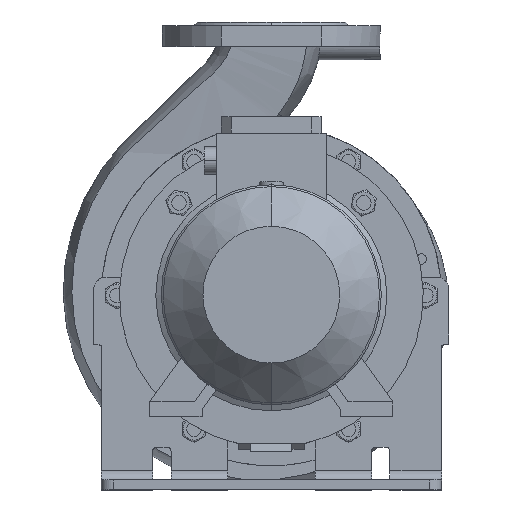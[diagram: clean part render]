
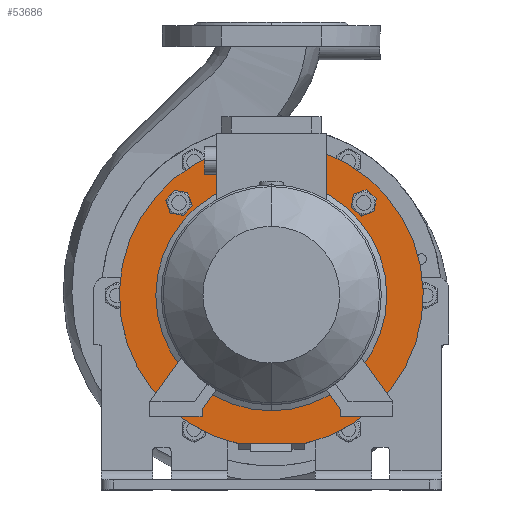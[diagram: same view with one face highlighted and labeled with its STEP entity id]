
A CAD part, top view. The second image highlights one B-rep face of the part: STEP entity #53686.
In plain terms, the highlighted planar face has unit normal (0, 0, 1).
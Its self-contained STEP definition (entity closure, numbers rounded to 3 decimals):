
#136 = DIRECTION ( 'NONE',  ( 0., 1., 0. ) ) ;
#384 = EDGE_CURVE ( 'NONE', #26761, #33351, #41232, .T. ) ;
#785 = CARTESIAN_POINT ( 'NONE',  ( -76.014, 76.014, 180. ) ) ;
#2156 = VECTOR ( 'NONE', #27344, 1000. ) ;
#2687 = DIRECTION ( 'NONE',  ( 0., -1., 0. ) ) ;
#2918 = CIRCLE ( 'NONE', #23774, 95. ) ;
#3936 = CIRCLE ( 'NONE', #18544, 9.025 ) ;
#4035 = CARTESIAN_POINT ( 'NONE',  ( 0., 0., 180. ) ) ;
#5320 = EDGE_LOOP ( 'NONE', ( #14027, #16633 ) ) ;
#5599 = CARTESIAN_POINT ( 'NONE',  ( 0., 0., 180. ) ) ;
#5628 = EDGE_LOOP ( 'NONE', ( #8183, #23272 ) ) ;
#5656 = CIRCLE ( 'NONE', #27927, 9.025 ) ;
#5985 = AXIS2_PLACEMENT_3D ( 'NONE', #5599, #13963, #14331 ) ;
#6017 = EDGE_CURVE ( 'NONE', #41920, #52876, #52516, .T. ) ;
#6376 = VERTEX_POINT ( 'NONE', #50264 ) ;
#6753 = FACE_BOUND ( 'NONE', #5320, .T. ) ;
#6945 = CARTESIAN_POINT ( 'NONE',  ( 0., 0., 180. ) ) ;
#7235 = CARTESIAN_POINT ( 'NONE',  ( 76.014, -76.014, 180. ) ) ;
#8183 = ORIENTED_EDGE ( 'NONE', *, *, #12719, .T. ) ;
#8678 = CARTESIAN_POINT ( 'NONE',  ( -74.447, -67.126, 180. ) ) ;
#9440 = ORIENTED_EDGE ( 'NONE', *, *, #384, .T. ) ;
#9626 = CARTESIAN_POINT ( 'NONE',  ( 84.902, -77.581, 180. ) ) ;
#10277 = VERTEX_POINT ( 'NONE', #20153 ) ;
#11138 = DIRECTION ( 'NONE',  ( 0., 0., -1. ) ) ;
#11881 = DIRECTION ( 'NONE',  ( 0., -1., 0. ) ) ;
#12116 = VERTEX_POINT ( 'NONE', #55108 ) ;
#12297 = AXIS2_PLACEMENT_3D ( 'NONE', #18515, #31381, #22773 ) ;
#12719 = EDGE_CURVE ( 'NONE', #10277, #54771, #2918, .T. ) ;
#12892 = CARTESIAN_POINT ( 'NONE',  ( 27.221, -122., 180. ) ) ;
#13241 = CARTESIAN_POINT ( 'NONE',  ( 76.014, 76.014, 180. ) ) ;
#13483 = LINE ( 'NONE', #31107, #2156 ) ;
#13963 = DIRECTION ( 'NONE',  ( 0., 0., -1. ) ) ;
#14027 = ORIENTED_EDGE ( 'NONE', *, *, #18765, .T. ) ;
#14124 = EDGE_CURVE ( 'NONE', #21369, #39996, #31976, .T. ) ;
#14167 = AXIS2_PLACEMENT_3D ( 'NONE', #42886, #38275, #42511 ) ;
#14169 = EDGE_LOOP ( 'NONE', ( #27824, #29266 ) ) ;
#14331 = DIRECTION ( 'NONE',  ( 0., 1., 0. ) ) ;
#15771 = DIRECTION ( 'NONE',  ( 0., -1., 0. ) ) ;
#16258 = DIRECTION ( 'NONE',  ( 0., 0., -1. ) ) ;
#16473 = EDGE_CURVE ( 'NONE', #33351, #26761, #38934, .T. ) ;
#16633 = ORIENTED_EDGE ( 'NONE', *, *, #43581, .T. ) ;
#16993 = AXIS2_PLACEMENT_3D ( 'NONE', #52878, #31458, #19137 ) ;
#18515 = CARTESIAN_POINT ( 'NONE',  ( -76.014, 76.014, 180. ) ) ;
#18544 = AXIS2_PLACEMENT_3D ( 'NONE', #785, #22340, #30392 ) ;
#18765 = EDGE_CURVE ( 'NONE', #6376, #42433, #23974, .T. ) ;
#18825 = ORIENTED_EDGE ( 'NONE', *, *, #40935, .T. ) ;
#18840 = DIRECTION ( 'NONE',  ( 0., -1., 0. ) ) ;
#18879 = AXIS2_PLACEMENT_3D ( 'NONE', #27582, #35802, #18840 ) ;
#19137 = DIRECTION ( 'NONE',  ( 0., -1., 0. ) ) ;
#19739 = EDGE_LOOP ( 'NONE', ( #51948, #29005 ) ) ;
#19928 = CIRCLE ( 'NONE', #47074, 125. ) ;
#20153 = CARTESIAN_POINT ( 'NONE',  ( 0., 95., 180. ) ) ;
#20324 = CARTESIAN_POINT ( 'NONE',  ( -76.014, -76.014, 180. ) ) ;
#20660 = FACE_BOUND ( 'NONE', #24141, .T. ) ;
#21091 = EDGE_CURVE ( 'NONE', #52876, #41920, #26174, .T. ) ;
#21369 = VERTEX_POINT ( 'NONE', #36136 ) ;
#21895 = VERTEX_POINT ( 'NONE', #46978 ) ;
#22340 = DIRECTION ( 'NONE',  ( 0., 0., -1. ) ) ;
#22773 = DIRECTION ( 'NONE',  ( 0., -1., 0. ) ) ;
#23045 = CARTESIAN_POINT ( 'NONE',  ( 0., 125., 180. ) ) ;
#23272 = ORIENTED_EDGE ( 'NONE', *, *, #51156, .T. ) ;
#23681 = CARTESIAN_POINT ( 'NONE',  ( 0., 0., 180. ) ) ;
#23774 = AXIS2_PLACEMENT_3D ( 'NONE', #4035, #25377, #136 ) ;
#23974 = CIRCLE ( 'NONE', #12297, 9.025 ) ;
#24141 = EDGE_LOOP ( 'NONE', ( #9440, #28425 ) ) ;
#25377 = DIRECTION ( 'NONE',  ( 0., 0., -1. ) ) ;
#25899 = CARTESIAN_POINT ( 'NONE',  ( 0., -95., 180. ) ) ;
#26174 = CIRCLE ( 'NONE', #18879, 9.025 ) ;
#26537 = EDGE_CURVE ( 'NONE', #12116, #26631, #39023, .T. ) ;
#26631 = VERTEX_POINT ( 'NONE', #9626 ) ;
#26761 = VERTEX_POINT ( 'NONE', #49192 ) ;
#27344 = DIRECTION ( 'NONE',  ( 1., 0., 0. ) ) ;
#27582 = CARTESIAN_POINT ( 'NONE',  ( -76.014, -76.014, 180. ) ) ;
#27824 = ORIENTED_EDGE ( 'NONE', *, *, #6017, .T. ) ;
#27927 = AXIS2_PLACEMENT_3D ( 'NONE', #7235, #11138, #15771 ) ;
#28245 = DIRECTION ( 'NONE',  ( 0., 0., 1. ) ) ;
#28425 = ORIENTED_EDGE ( 'NONE', *, *, #16473, .T. ) ;
#28681 = FACE_BOUND ( 'NONE', #19739, .T. ) ;
#29005 = ORIENTED_EDGE ( 'NONE', *, *, #29816, .T. ) ;
#29266 = ORIENTED_EDGE ( 'NONE', *, *, #21091, .T. ) ;
#29816 = EDGE_CURVE ( 'NONE', #26631, #12116, #5656, .T. ) ;
#30392 = DIRECTION ( 'NONE',  ( 0., -1., 0. ) ) ;
#30693 = FACE_BOUND ( 'NONE', #5628, .T. ) ;
#31107 = CARTESIAN_POINT ( 'NONE',  ( -125., -122., 180. ) ) ;
#31381 = DIRECTION ( 'NONE',  ( 0., 0., -1. ) ) ;
#31458 = DIRECTION ( 'NONE',  ( 0., 0., -1. ) ) ;
#31976 = CIRCLE ( 'NONE', #5985, 125. ) ;
#32272 = DIRECTION ( 'NONE',  ( 0., 1., 0. ) ) ;
#33347 = AXIS2_PLACEMENT_3D ( 'NONE', #20324, #16258, #2687 ) ;
#33351 = VERTEX_POINT ( 'NONE', #35775 ) ;
#35438 = CIRCLE ( 'NONE', #46281, 95. ) ;
#35775 = CARTESIAN_POINT ( 'NONE',  ( 77.581, 84.902, 180. ) ) ;
#35802 = DIRECTION ( 'NONE',  ( 0., 0., -1. ) ) ;
#36136 = CARTESIAN_POINT ( 'NONE',  ( 0., 125., 180. ) ) ;
#36781 = ORIENTED_EDGE ( 'NONE', *, *, #14124, .F. ) ;
#38275 = DIRECTION ( 'NONE',  ( 0., 0., -1. ) ) ;
#38365 = DIRECTION ( 'NONE',  ( 0., 0., -1. ) ) ;
#38762 = EDGE_LOOP ( 'NONE', ( #18825, #36781, #51692 ) ) ;
#38934 = CIRCLE ( 'NONE', #50677, 9.025 ) ;
#39023 = CIRCLE ( 'NONE', #14167, 9.025 ) ;
#39996 = VERTEX_POINT ( 'NONE', #12892 ) ;
#40431 = DIRECTION ( 'NONE',  ( 0., 0., -1. ) ) ;
#40836 = DIRECTION ( 'NONE',  ( 0., 0., -1. ) ) ;
#40935 = EDGE_CURVE ( 'NONE', #21895, #39996, #13483, .T. ) ;
#41232 = CIRCLE ( 'NONE', #16993, 9.025 ) ;
#41342 = FACE_BOUND ( 'NONE', #14169, .T. ) ;
#41737 = DIRECTION ( 'NONE',  ( 0., 1., 0. ) ) ;
#41920 = VERTEX_POINT ( 'NONE', #8678 ) ;
#41980 = FACE_OUTER_BOUND ( 'NONE', #38762, .T. ) ;
#42433 = VERTEX_POINT ( 'NONE', #50627 ) ;
#42511 = DIRECTION ( 'NONE',  ( 0., -1., 0. ) ) ;
#42608 = DIRECTION ( 'NONE',  ( 0., -1., 0. ) ) ;
#42886 = CARTESIAN_POINT ( 'NONE',  ( 76.014, -76.014, 180. ) ) ;
#43352 = EDGE_CURVE ( 'NONE', #21895, #21369, #19928, .T. ) ;
#43581 = EDGE_CURVE ( 'NONE', #42433, #6376, #3936, .T. ) ;
#46281 = AXIS2_PLACEMENT_3D ( 'NONE', #6945, #40431, #32272 ) ;
#46978 = CARTESIAN_POINT ( 'NONE',  ( -27.221, -122., 180. ) ) ;
#47074 = AXIS2_PLACEMENT_3D ( 'NONE', #23681, #40836, #41737 ) ;
#48195 = PLANE ( 'NONE',  #52199 ) ;
#48859 = CARTESIAN_POINT ( 'NONE',  ( -77.581, -84.902, 180. ) ) ;
#49192 = CARTESIAN_POINT ( 'NONE',  ( 74.447, 67.126, 180. ) ) ;
#50264 = CARTESIAN_POINT ( 'NONE',  ( -67.126, 74.447, 180. ) ) ;
#50627 = CARTESIAN_POINT ( 'NONE',  ( -84.902, 77.581, 180. ) ) ;
#50677 = AXIS2_PLACEMENT_3D ( 'NONE', #13241, #38365, #42608 ) ;
#51156 = EDGE_CURVE ( 'NONE', #54771, #10277, #35438, .T. ) ;
#51692 = ORIENTED_EDGE ( 'NONE', *, *, #43352, .F. ) ;
#51948 = ORIENTED_EDGE ( 'NONE', *, *, #26537, .T. ) ;
#52199 = AXIS2_PLACEMENT_3D ( 'NONE', #23045, #28245, #11881 ) ;
#52516 = CIRCLE ( 'NONE', #33347, 9.025 ) ;
#52876 = VERTEX_POINT ( 'NONE', #48859 ) ;
#52878 = CARTESIAN_POINT ( 'NONE',  ( 76.014, 76.014, 180. ) ) ;
#53686 = ADVANCED_FACE ( 'NONE', ( #6753, #20660, #28681, #41342, #41980, #30693 ), #48195, .T. ) ;
#54771 = VERTEX_POINT ( 'NONE', #25899 ) ;
#55108 = CARTESIAN_POINT ( 'NONE',  ( 67.126, -74.447, 180. ) ) ;
